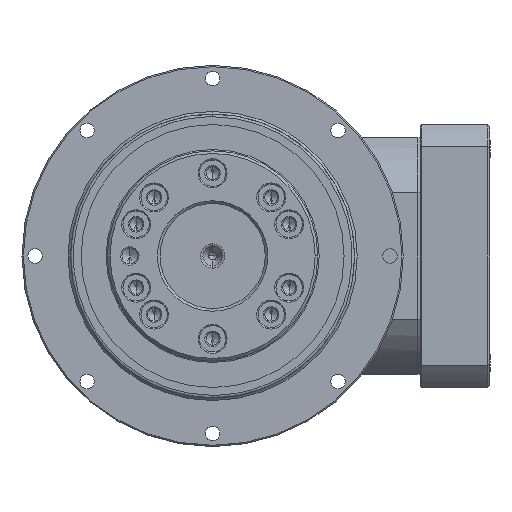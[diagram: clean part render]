
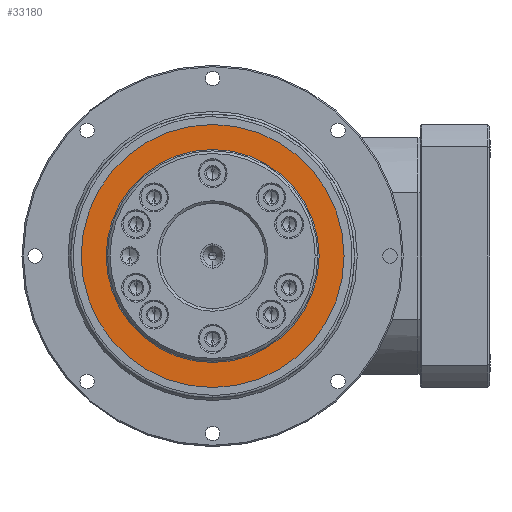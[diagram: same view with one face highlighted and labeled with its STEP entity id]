
A CAD part, left-side view. The second image highlights one B-rep face of the part: STEP entity #33180.
In plain terms, the highlighted planar face has unit normal (-1, 0, 0).
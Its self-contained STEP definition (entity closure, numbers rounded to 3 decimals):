
#1184 = DIRECTION ( 'NONE',  ( 0., 0., -1. ) ) ;
#3203 = AXIS2_PLACEMENT_3D ( 'NONE', #6495, #24661, #9130 ) ;
#3397 = AXIS2_PLACEMENT_3D ( 'NONE', #32359, #16743, #1184 ) ;
#4853 = CARTESIAN_POINT ( 'NONE',  ( -22.99, 0., 0. ) ) ;
#5600 = CIRCLE ( 'NONE', #18558, 40.5 ) ;
#6495 = CARTESIAN_POINT ( 'NONE',  ( -22.99, 0., 0. ) ) ;
#6730 = ORIENTED_EDGE ( 'NONE', *, *, #31917, .F. ) ;
#7467 = DIRECTION ( 'NONE',  ( 0., 0., -1. ) ) ;
#7536 = CARTESIAN_POINT ( 'NONE',  ( -22.99, 0., -40.5 ) ) ;
#7705 = EDGE_LOOP ( 'NONE', ( #6730, #13916 ) ) ;
#9130 = DIRECTION ( 'NONE',  ( 0., 0., -1. ) ) ;
#9174 = CARTESIAN_POINT ( 'NONE',  ( -22.99, 0., -50. ) ) ;
#9642 = CIRCLE ( 'NONE', #3203, 40.5 ) ;
#10221 = EDGE_LOOP ( 'NONE', ( #24755, #27917 ) ) ;
#11286 = VERTEX_POINT ( 'NONE', #13478 ) ;
#11620 = VERTEX_POINT ( 'NONE', #7536 ) ;
#12096 = CARTESIAN_POINT ( 'NONE',  ( -22.99, 0., 0. ) ) ;
#13037 = EDGE_CURVE ( 'NONE', #11286, #24300, #29449, .T. ) ;
#13478 = CARTESIAN_POINT ( 'NONE',  ( -22.99, 0., 50. ) ) ;
#13609 = DIRECTION ( 'NONE',  ( 1., 0., 0. ) ) ;
#13916 = ORIENTED_EDGE ( 'NONE', *, *, #15538, .F. ) ;
#14732 = DIRECTION ( 'NONE',  ( 0., 0., -1. ) ) ;
#15538 = EDGE_CURVE ( 'NONE', #23519, #11620, #5600, .T. ) ;
#16743 = DIRECTION ( 'NONE',  ( -1., 0., 0. ) ) ;
#18558 = AXIS2_PLACEMENT_3D ( 'NONE', #4853, #22981, #7467 ) ;
#18669 = PLANE ( 'NONE',  #24872 ) ;
#18764 = FACE_BOUND ( 'NONE', #7705, .T. ) ;
#20096 = CARTESIAN_POINT ( 'NONE',  ( -22.99, 0., 40.5 ) ) ;
#22981 = DIRECTION ( 'NONE',  ( -1., 0., 0. ) ) ;
#23519 = VERTEX_POINT ( 'NONE', #20096 ) ;
#24300 = VERTEX_POINT ( 'NONE', #9174 ) ;
#24661 = DIRECTION ( 'NONE',  ( -1., 0., 0. ) ) ;
#24755 = ORIENTED_EDGE ( 'NONE', *, *, #31986, .T. ) ;
#24872 = AXIS2_PLACEMENT_3D ( 'NONE', #29178, #13609, #31782 ) ;
#25875 = AXIS2_PLACEMENT_3D ( 'NONE', #12096, #30273, #14732 ) ;
#27917 = ORIENTED_EDGE ( 'NONE', *, *, #13037, .T. ) ;
#28198 = FACE_OUTER_BOUND ( 'NONE', #10221, .T. ) ;
#29178 = CARTESIAN_POINT ( 'NONE',  ( -22.99, 0., 0. ) ) ;
#29449 = CIRCLE ( 'NONE', #3397, 50. ) ;
#30273 = DIRECTION ( 'NONE',  ( -1., 0., 0. ) ) ;
#30803 = CIRCLE ( 'NONE', #25875, 50. ) ;
#31782 = DIRECTION ( 'NONE',  ( 0., 0., -1. ) ) ;
#31917 = EDGE_CURVE ( 'NONE', #11620, #23519, #9642, .T. ) ;
#31986 = EDGE_CURVE ( 'NONE', #24300, #11286, #30803, .T. ) ;
#32359 = CARTESIAN_POINT ( 'NONE',  ( -22.99, 0., 0. ) ) ;
#33180 = ADVANCED_FACE ( 'NONE', ( #28198, #18764 ), #18669, .F. ) ;
